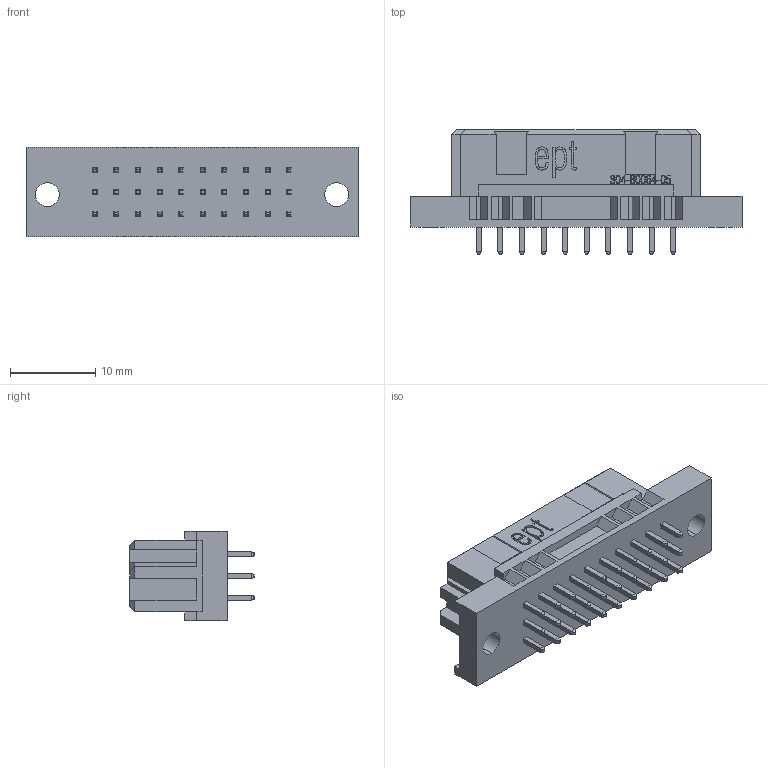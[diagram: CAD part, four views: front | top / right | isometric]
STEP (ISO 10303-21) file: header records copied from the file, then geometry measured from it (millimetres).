
FILE_DESCRIPTION(('FreeCAD Model'),'2;1');
FILE_NAME('304-80064-05_C.step','2018-04-26T17:36:34',('kicad StepUp'),('ksu MCAD') ,'Open CASCADE STEP processor 6.8','FreeCAD','Unknown');
FILE_SCHEMA(('AUTOMOTIVE_DESIGN_CC2 { 1 2 10303 214 -1 1 5 4 }'));
Length unit declared in the file: millimetre
Products named in the file (1): 304-80064-05_C
Bounding box: 39 x 14.65 x 10.5 mm (x, y, z)
Volume: 3111.2 mm3; surface area: 2295.6 mm2
Topology: 1 solids, 1 shells, 902 faces, 2160 edges, 1356 vertices
Faces by surface type: plane 750, bspline 118, cylinder 34
Entity records: 38100 total; most frequent: CARTESIAN_POINT 11933, ORIENTED_EDGE 4320, DIRECTION 3442, EDGE_CURVE 2160, LINE 1856, VECTOR 1856, VERTEX_POINT 1356, FACE_BOUND 1002
